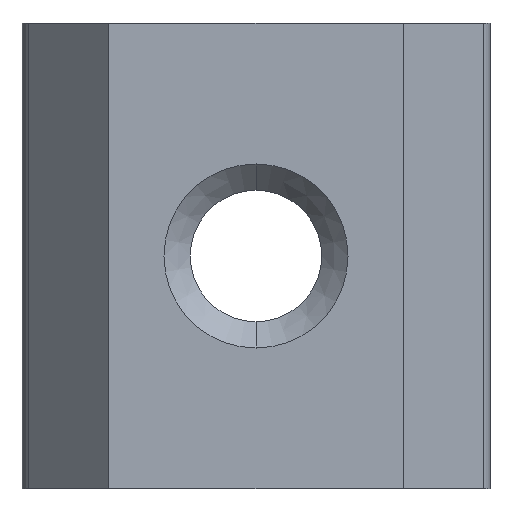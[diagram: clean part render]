
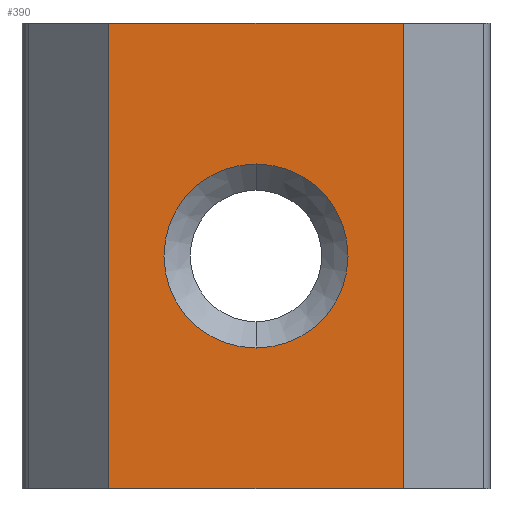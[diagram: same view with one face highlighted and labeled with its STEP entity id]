
A CAD part, front view. The second image highlights one B-rep face of the part: STEP entity #390.
In plain terms, the highlighted planar face has unit normal (0, -1, 0).
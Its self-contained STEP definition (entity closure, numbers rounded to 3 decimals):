
#3 = LINE ( 'NONE', #601, #468 ) ;
#33 = AXIS2_PLACEMENT_3D ( 'NONE', #314, #482, #165 ) ;
#55 = AXIS2_PLACEMENT_3D ( 'NONE', #695, #208, #359 ) ;
#58 = VERTEX_POINT ( 'NONE', #321 ) ;
#85 = EDGE_CURVE ( 'NONE', #528, #58, #548, .T. ) ;
#88 = VECTOR ( 'NONE', #696, 1000. ) ;
#98 = VECTOR ( 'NONE', #425, 1000. ) ;
#107 = EDGE_LOOP ( 'NONE', ( #187, #424 ) ) ;
#120 = VECTOR ( 'NONE', #139, 1000. ) ;
#139 = DIRECTION ( 'NONE',  ( 1., 0., 0. ) ) ;
#147 = CARTESIAN_POINT ( 'NONE',  ( 5.6, -3.7, -8.85 ) ) ;
#158 = CARTESIAN_POINT ( 'NONE',  ( -5.6, -3.7, 8.85 ) ) ;
#165 = DIRECTION ( 'NONE',  ( 0., 0., 1. ) ) ;
#187 = ORIENTED_EDGE ( 'NONE', *, *, #342, .T. ) ;
#188 = LINE ( 'NONE', #626, #120 ) ;
#208 = DIRECTION ( 'NONE',  ( 0., 1., 0. ) ) ;
#227 = ORIENTED_EDGE ( 'NONE', *, *, #415, .F. ) ;
#266 = DIRECTION ( 'NONE',  ( 1., 0., 0. ) ) ;
#278 = VERTEX_POINT ( 'NONE', #414 ) ;
#288 = EDGE_CURVE ( 'NONE', #294, #302, #649, .T. ) ;
#294 = VERTEX_POINT ( 'NONE', #465 ) ;
#302 = VERTEX_POINT ( 'NONE', #147 ) ;
#314 = CARTESIAN_POINT ( 'NONE',  ( 0., -3.7, 0. ) ) ;
#321 = CARTESIAN_POINT ( 'NONE',  ( 0., -3.7, -3.5 ) ) ;
#342 = EDGE_CURVE ( 'NONE', #58, #528, #679, .T. ) ;
#352 = EDGE_CURVE ( 'NONE', #594, #278, #646, .T. ) ;
#359 = DIRECTION ( 'NONE',  ( 0., 0., 1. ) ) ;
#367 = CARTESIAN_POINT ( 'NONE',  ( -5.6, -3.7, 8.85 ) ) ;
#374 = ORIENTED_EDGE ( 'NONE', *, *, #352, .T. ) ;
#385 = FACE_OUTER_BOUND ( 'NONE', #574, .T. ) ;
#390 = ADVANCED_FACE ( 'NONE', ( #699, #385 ), #491, .F. ) ;
#414 = CARTESIAN_POINT ( 'NONE',  ( -5.6, -3.7, -8.85 ) ) ;
#415 = EDGE_CURVE ( 'NONE', #594, #294, #3, .T. ) ;
#424 = ORIENTED_EDGE ( 'NONE', *, *, #85, .T. ) ;
#425 = DIRECTION ( 'NONE',  ( 0., 0., -1. ) ) ;
#441 = DIRECTION ( 'NONE',  ( 0., 1., 0. ) ) ;
#465 = CARTESIAN_POINT ( 'NONE',  ( 5.6, -3.7, 8.85 ) ) ;
#468 = VECTOR ( 'NONE', #266, 1000. ) ;
#480 = CARTESIAN_POINT ( 'NONE',  ( 5.6, -3.7, 8.85 ) ) ;
#482 = DIRECTION ( 'NONE',  ( 0., 1., 0. ) ) ;
#484 = DIRECTION ( 'NONE',  ( 0., 0., 1. ) ) ;
#486 = ORIENTED_EDGE ( 'NONE', *, *, #615, .T. ) ;
#491 = PLANE ( 'NONE',  #516 ) ;
#516 = AXIS2_PLACEMENT_3D ( 'NONE', #158, #441, #484 ) ;
#528 = VERTEX_POINT ( 'NONE', #560 ) ;
#546 = ORIENTED_EDGE ( 'NONE', *, *, #288, .F. ) ;
#548 = CIRCLE ( 'NONE', #33, 3.5 ) ;
#560 = CARTESIAN_POINT ( 'NONE',  ( 0., -3.7, 3.5 ) ) ;
#574 = EDGE_LOOP ( 'NONE', ( #486, #546, #227, #374 ) ) ;
#594 = VERTEX_POINT ( 'NONE', #611 ) ;
#601 = CARTESIAN_POINT ( 'NONE',  ( -5.6, -3.7, 8.85 ) ) ;
#611 = CARTESIAN_POINT ( 'NONE',  ( -5.6, -3.7, 8.85 ) ) ;
#615 = EDGE_CURVE ( 'NONE', #278, #302, #188, .T. ) ;
#626 = CARTESIAN_POINT ( 'NONE',  ( -5.6, -3.7, -8.85 ) ) ;
#646 = LINE ( 'NONE', #367, #98 ) ;
#649 = LINE ( 'NONE', #480, #88 ) ;
#679 = CIRCLE ( 'NONE', #55, 3.5 ) ;
#695 = CARTESIAN_POINT ( 'NONE',  ( 0., -3.7, 0. ) ) ;
#696 = DIRECTION ( 'NONE',  ( 0., 0., -1. ) ) ;
#699 = FACE_BOUND ( 'NONE', #107, .T. ) ;
